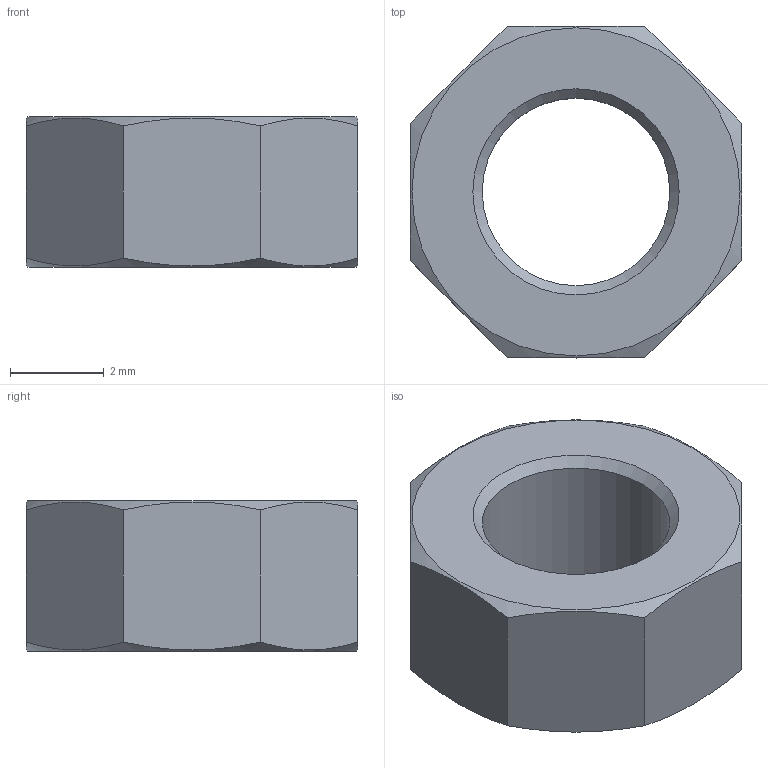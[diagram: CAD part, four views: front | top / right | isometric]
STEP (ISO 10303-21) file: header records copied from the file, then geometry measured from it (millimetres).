
FILE_DESCRIPTION(('FreeCAD Model'),'2;1');
FILE_NAME('ISO4032_Hex_Nut_M4.step', '2015-03-14T19:28:02',('FreeCAD'),('FreeCAD'), 'Open CASCADE STEP processor 6.7','FreeCAD','Unknown');
FILE_SCHEMA(('AUTOMOTIVE_DESIGN_CC2 { 1 2 10303 214 -1 1 5 4 }'));
Length unit declared in the file: millimetre
Products named in the file (1): Chamfer
Bounding box: 7.08 x 7.08 x 3.2 mm (x, y, z)
Volume: 91.7 mm3; surface area: 167.5 mm2
Topology: 1 solids, 1 shells, 15 faces, 37 edges, 24 vertices
Faces by surface type: plane 10, cone 4, cylinder 1
Full cylindrical faces by diameter (mm): 4 x1
Entity records: 1051 total; most frequent: CARTESIAN_POINT 335, DIRECTION 127, ORIENTED_EDGE 74, PCURVE 74, DEFINITIONAL_REPRESENTATION 74, LINE 43, VECTOR 43, AXIS2_PLACEMENT_3D 40
